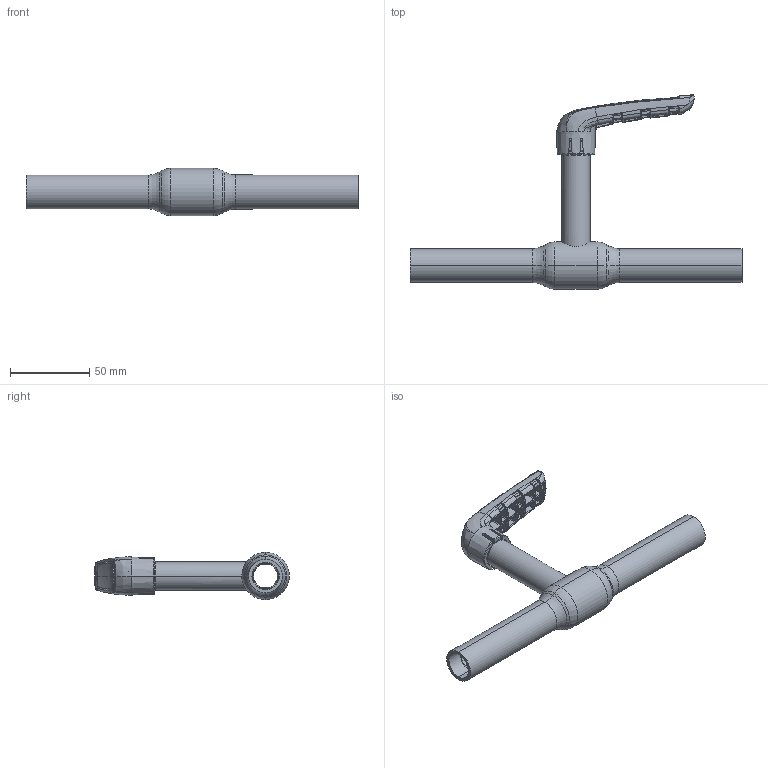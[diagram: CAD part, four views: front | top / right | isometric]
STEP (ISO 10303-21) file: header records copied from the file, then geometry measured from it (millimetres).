
FILE_DESCRIPTION (( 'STEP AP214' ), '1' );
FILE_NAME ('1015003001-2101.STEP', '2018-05-16T12:36:52', ( '' ), ( '' ), 'SwSTEP 2.0', 'SolidWorks 2017', '' );
FILE_SCHEMA (( 'AUTOMOTIVE_DESIGN' ));
Length unit declared in the file: millimetre
Products named in the file (17): 9015500002_9015500002-Black; 9015020001; 9015013001_005 Endfinishing; 9020050001_Uden snap; 9015170000; 9015140000; 9015000101_Inserted; 9015003009_007 Finished - OPEN; 9015000107_Open; 9015090000_Uden snap; 92A5045; 1015003001-2101; 9015520000_9015520000-Red; 9015520001; 9015130000_20) Pipe assembly; 9015180001; 1015003001-2_002 Finished - OPEN
Assembly tree (20 placements, depth 5):
  1015003001-2101
    1015003001-2_002 Finished - OPEN
      9015003009_007 Finished - OPEN
        9015020001
        9015000101_Inserted  x2
          9015130000_20) Pipe assembly
          9015140000
        9015013001_005 Endfinishing
        9015000107_Open
          9015090000_Uden snap
          92A5045  x2
          9015170000
          9015180001  x3
          9020050001_Uden snap
    9015500002_9015500002-Black
    9015520001
      9015520000_9015520000-Red
Bounding box: 210 x 123.08 x 30 mm (x, y, z)
Volume: 68984.4 mm3; surface area: 65722.3 mm2
Topology: 17 solids, 17 shells, 1899 faces, 4591 edges, 2705 vertices
Faces by surface type: bspline 1046, plane 341, cylinder 265, cone 126, torus 105, sphere 16
Entity records: 88394 total; most frequent: CARTESIAN_POINT 53206, ORIENTED_EDGE 8710, DIRECTION 4672, EDGE_CURVE 4355, VERTEX_POINT 2591, B_SPLINE_CURVE_WITH_KNOTS 2358, AXIS2_PLACEMENT_3D 1922, EDGE_LOOP 1870
